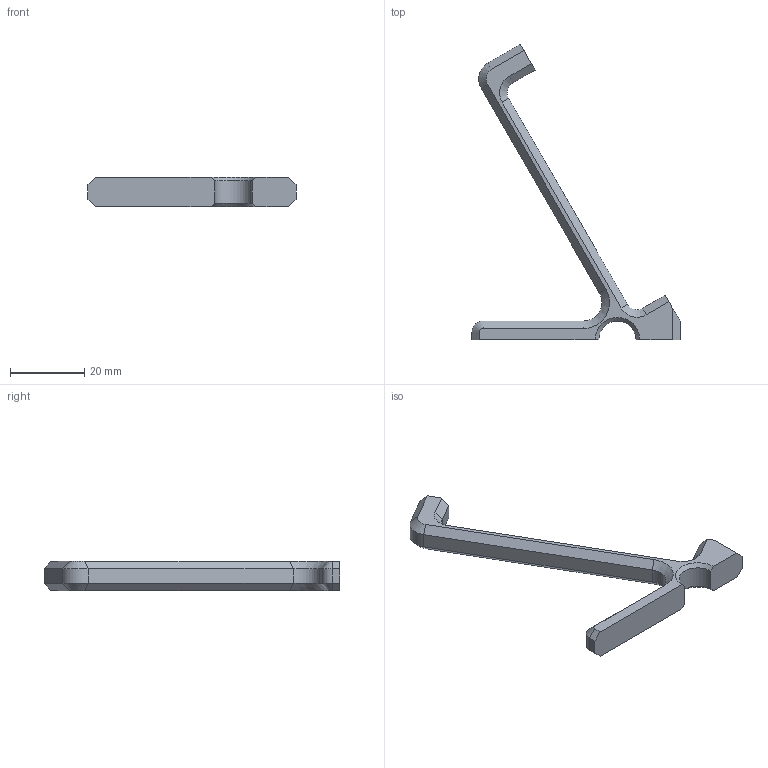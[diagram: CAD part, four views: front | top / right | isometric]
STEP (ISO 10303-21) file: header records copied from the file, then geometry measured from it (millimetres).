
FILE_DESCRIPTION(/* description */ (''),/* implementation_level */ '2;1');
FILE_NAME(/* name */ 'CYD Stand Leg Landscape.step',/* time_stamp */ '2023-07-03T20:32:03+02:00',/* author */ (''),/* organization */ (''),/* preprocessor_version */ 'ST-DEVELOPER v19.2',/* originating_system */ 'Autodesk Translation Framework v12.6.0.85',/* authorisation */ '');
FILE_SCHEMA (('AUTOMOTIVE_DESIGN { 1 0 10303 214 3 1 1 }'));
Length unit declared in the file: millimetre
Products named in the file (1): CYD Stand Leg Landscape
Bounding box: 55.99 x 79.48 x 8 mm (x, y, z)
Volume: 5138.7 mm3; surface area: 3594.9 mm2
Topology: 1 solids, 1 shells, 56 faces, 130 edges, 80 vertices
Faces by surface type: plane 34, cone 12, cylinder 10
Full cylindrical faces by diameter (mm): 3.2 x2, 4 x2
Entity records: 1599 total; most frequent: DIRECTION 276, CARTESIAN_POINT 267, ORIENTED_EDGE 260, EDGE_CURVE 130, LINE 98, VECTOR 98, AXIS2_PLACEMENT_3D 89, VERTEX_POINT 80
